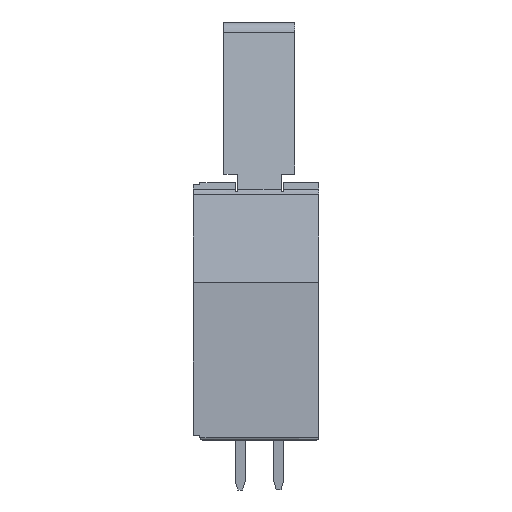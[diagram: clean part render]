
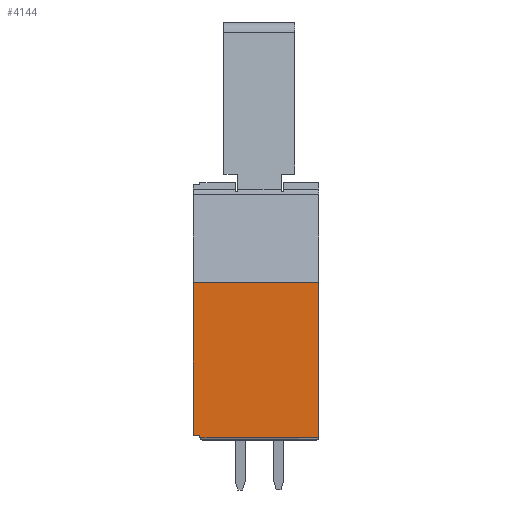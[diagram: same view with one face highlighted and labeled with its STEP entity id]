
A CAD part, left-side view. The second image highlights one B-rep face of the part: STEP entity #4144.
In plain terms, the highlighted planar face has unit normal (-1, 0, 0).
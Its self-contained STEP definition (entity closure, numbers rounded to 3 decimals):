
#4144=ADVANCED_FACE('',(#11923),#11924,.T.);
#4660=VERTEX_POINT('',#12490);
#5306=VERTEX_POINT('',#13198);
#5338=EDGE_CURVE('',#7780,#4660,#13233,.T.);
#5360=EDGE_CURVE('',#5306,#9144,#13257,.T.);
#5396=EDGE_CURVE('',#7780,#11042,#13294,.T.);
#5636=EDGE_CURVE('',#4660,#5306,#13557,.T.);
#7780=VERTEX_POINT('',#15909);
#8156=EDGE_CURVE('',#9144,#9164,#16317,.T.);
#8582=EDGE_CURVE('',#11042,#9164,#16786,.T.);
#9144=VERTEX_POINT('',#17434);
#9164=VERTEX_POINT('',#17454);
#11042=VERTEX_POINT('',#19523);
#11923=FACE_OUTER_BOUND('',#20572,.T.);
#11924=PLANE('',#20573);
#12490=CARTESIAN_POINT('',(-31.19,7.85,0.3));
#13198=CARTESIAN_POINT('',(-31.19,8.3,0.3));
#13233=LINE('',#22441,#22442);
#13257=LINE('',#22475,#22476);
#13294=LINE('',#22524,#22525);
#13557=LINE('',#22904,#22905);
#15909=CARTESIAN_POINT('',(-31.19,7.85,0.15));
#16317=LINE('',#26921,#26922);
#16786=LINE('',#27595,#27596);
#17434=CARTESIAN_POINT('',(-31.19,8.3,10.4));
#17454=CARTESIAN_POINT('',(-31.19,0.0,10.4));
#19523=CARTESIAN_POINT('',(-31.19,0.0,0.15));
#20572=EDGE_LOOP('',(#32647,#32648,#32649,#32650,#32651,#32652));
#20573=AXIS2_PLACEMENT_3D('',#32653,#32654,#32655);
#22441=CARTESIAN_POINT('',(-31.19,7.85,0.15));
#22442=VECTOR('',#34032,1.0);
#22475=CARTESIAN_POINT('',(-31.19,8.3,0.0));
#22476=VECTOR('',#34053,1.0);
#22524=CARTESIAN_POINT('',(-31.19,4.15,0.15));
#22525=VECTOR('',#34067,1.0);
#22904=CARTESIAN_POINT('',(-31.19,4.15,0.3));
#22905=VECTOR('',#34338,1.0);
#26921=CARTESIAN_POINT('',(-31.19,4.15,10.4));
#26922=VECTOR('',#37043,1.0);
#27595=CARTESIAN_POINT('',(-31.19,0.,0.0));
#27596=VECTOR('',#37529,1.0);
#32647=ORIENTED_EDGE('',*,*,#5338,.F.);
#32648=ORIENTED_EDGE('',*,*,#5396,.T.);
#32649=ORIENTED_EDGE('',*,*,#8582,.T.);
#32650=ORIENTED_EDGE('',*,*,#8156,.F.);
#32651=ORIENTED_EDGE('',*,*,#5360,.F.);
#32652=ORIENTED_EDGE('',*,*,#5636,.F.);
#32653=CARTESIAN_POINT('',(-31.19,0.,0.0));
#32654=DIRECTION('',(-1.0,0.0,0.0));
#32655=DIRECTION('',(0.0,-1.0,0.0));
#34032=DIRECTION('',(0.0,0.,1.0));
#34053=DIRECTION('',(0.0,0.0,1.0));
#34067=DIRECTION('',(0.0,-1.0,0.));
#34338=DIRECTION('',(0.0,1.0,0.));
#37043=DIRECTION('',(0.0,-1.0,0.));
#37529=DIRECTION('',(0.0,0.0,1.0));
